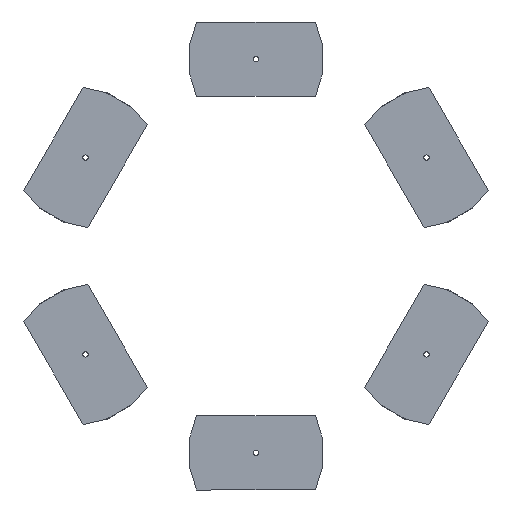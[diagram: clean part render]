
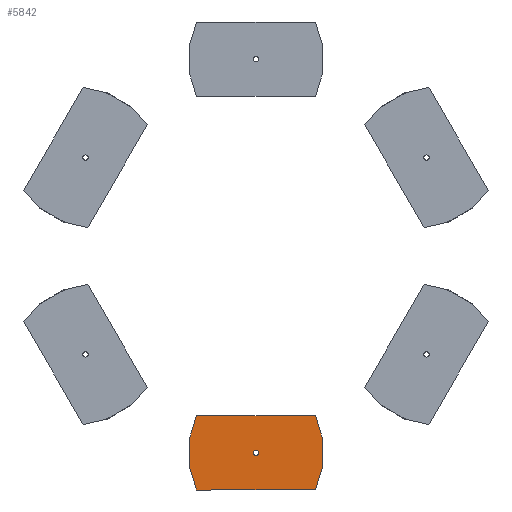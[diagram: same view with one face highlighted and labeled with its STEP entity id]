
A CAD part, front view. The second image highlights one B-rep face of the part: STEP entity #5842.
In plain terms, the highlighted planar face has unit normal (0, -1, 0).
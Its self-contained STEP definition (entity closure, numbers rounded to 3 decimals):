
#80=FACE_BOUND('',#708,.T.);
#132=PLANE('',#6192);
#394=FACE_OUTER_BOUND('',#707,.T.);
#707=EDGE_LOOP('',(#4326,#4327,#4328,#4329,#4330,#4331,#4332,#4333));
#708=EDGE_LOOP('',(#4334));
#993=LINE('',#8197,#1749);
#996=LINE('',#8202,#1752);
#998=LINE('',#8206,#1754);
#1000=LINE('',#8211,#1756);
#1003=LINE('',#8216,#1759);
#1005=LINE('',#8220,#1761);
#1055=LINE('',#8335,#1811);
#1069=LINE('',#8366,#1825);
#1749=VECTOR('',#6578,10.);
#1752=VECTOR('',#6583,10.);
#1754=VECTOR('',#6587,10.);
#1756=VECTOR('',#6591,10.);
#1759=VECTOR('',#6596,10.);
#1761=VECTOR('',#6600,10.);
#1811=VECTOR('',#6708,10.);
#1825=VECTOR('',#6730,10.);
#2493=CIRCLE('',#6127,1.1);
#2619=VERTEX_POINT('',#8191);
#2620=VERTEX_POINT('',#8195);
#2621=VERTEX_POINT('',#8196);
#2622=VERTEX_POINT('',#8201);
#2623=VERTEX_POINT('',#8205);
#2624=VERTEX_POINT('',#8209);
#2625=VERTEX_POINT('',#8210);
#2626=VERTEX_POINT('',#8215);
#2627=VERTEX_POINT('',#8219);
#3191=EDGE_CURVE('',#2619,#2619,#2493,.T.);
#3192=EDGE_CURVE('',#2620,#2621,#993,.T.);
#3195=EDGE_CURVE('',#2622,#2621,#996,.T.);
#3197=EDGE_CURVE('',#2623,#2622,#998,.T.);
#3199=EDGE_CURVE('',#2624,#2625,#1000,.T.);
#3202=EDGE_CURVE('',#2624,#2626,#1003,.T.);
#3204=EDGE_CURVE('',#2627,#2626,#1005,.T.);
#3262=EDGE_CURVE('',#2625,#2623,#1055,.T.);
#3278=EDGE_CURVE('',#2627,#2620,#1069,.F.);
#4326=ORIENTED_EDGE('',*,*,#3192,.T.);
#4327=ORIENTED_EDGE('',*,*,#3195,.F.);
#4328=ORIENTED_EDGE('',*,*,#3197,.F.);
#4329=ORIENTED_EDGE('',*,*,#3262,.F.);
#4330=ORIENTED_EDGE('',*,*,#3199,.F.);
#4331=ORIENTED_EDGE('',*,*,#3202,.T.);
#4332=ORIENTED_EDGE('',*,*,#3204,.F.);
#4333=ORIENTED_EDGE('',*,*,#3278,.T.);
#4334=ORIENTED_EDGE('',*,*,#3191,.T.);
#5842=ADVANCED_FACE('',(#394,#80),#132,.T.);
#6127=AXIS2_PLACEMENT_3D('',#8193,#6574,#6575);
#6192=AXIS2_PLACEMENT_3D('',#8450,#6816,#6817);
#6574=DIRECTION('center_axis',(0.,1.,0.));
#6575=DIRECTION('ref_axis',(1.,0.,0.));
#6578=DIRECTION('',(0.3,0.,-0.954));
#6583=DIRECTION('',(-1.,0.,0.));
#6587=DIRECTION('',(-0.3,0.,-0.954));
#6591=DIRECTION('',(0.3,0.,-0.954));
#6596=DIRECTION('',(-1.,0.,0.));
#6600=DIRECTION('',(0.3,0.,0.954));
#6708=DIRECTION('',(0.,0.,-1.));
#6730=DIRECTION('',(0.,0.,1.));
#6816=DIRECTION('center_axis',(0.,-1.,0.));
#6817=DIRECTION('ref_axis',(0.,0.,-1.));
#8191=CARTESIAN_POINT('',(-1.1,-12.,-79.568));
#8193=CARTESIAN_POINT('Origin',(0.,-12.,-79.568));
#8195=CARTESIAN_POINT('',(-26.853,-12.,-85.568));
#8196=CARTESIAN_POINT('',(-24.022,-12.,-94.568));
#8197=CARTESIAN_POINT('',(-26.853,-12.,-85.568));
#8201=CARTESIAN_POINT('',(24.022,-12.,-94.568));
#8202=CARTESIAN_POINT('',(24.022,-12.,-94.568));
#8205=CARTESIAN_POINT('',(26.853,-12.,-85.568));
#8206=CARTESIAN_POINT('',(26.853,-12.,-85.568));
#8209=CARTESIAN_POINT('',(24.022,-12.,-64.568));
#8210=CARTESIAN_POINT('',(26.853,-12.,-73.568));
#8211=CARTESIAN_POINT('',(24.022,-12.,-64.568));
#8215=CARTESIAN_POINT('',(-24.022,-12.,-64.568));
#8216=CARTESIAN_POINT('',(24.022,-12.,-64.568));
#8219=CARTESIAN_POINT('',(-26.853,-12.,-73.568));
#8220=CARTESIAN_POINT('',(-26.853,-12.,-73.568));
#8335=CARTESIAN_POINT('',(26.853,-12.,-78.368));
#8366=CARTESIAN_POINT('',(-26.853,-12.,-74.718));
#8450=CARTESIAN_POINT('Origin',(-18.953,-12.,-75.968));
